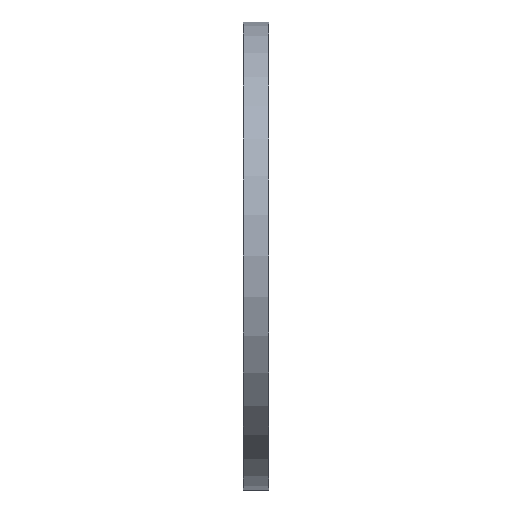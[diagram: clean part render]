
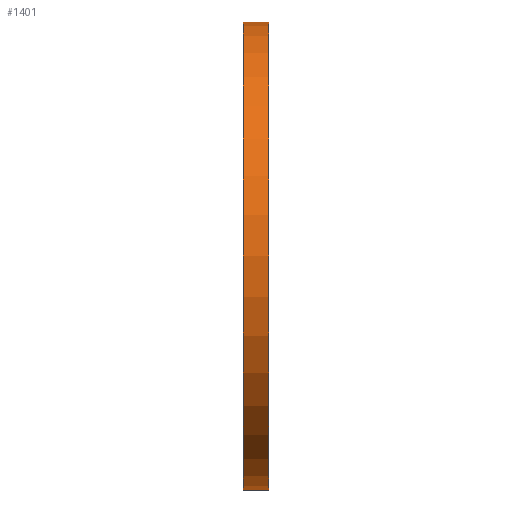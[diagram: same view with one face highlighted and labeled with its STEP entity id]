
A CAD part, left-side view. The second image highlights one B-rep face of the part: STEP entity #1401.
In plain terms, the highlighted cylindrical face has radius 390 mm (diameter 780 mm), a partial arc.
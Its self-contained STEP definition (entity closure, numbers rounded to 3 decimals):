
#31 = EDGE_CURVE ( 'NONE', #604, #1658, #1049, .T. ) ;
#90 = AXIS2_PLACEMENT_3D ( 'NONE', #691, #1223, #964 ) ;
#147 = VECTOR ( 'NONE', #431, 1000. ) ;
#153 = CARTESIAN_POINT ( 'NONE',  ( 0., 34.695, 390. ) ) ;
#198 = CARTESIAN_POINT ( 'NONE',  ( 0., 34.695, -390. ) ) ;
#232 = VECTOR ( 'NONE', #857, 1000. ) ;
#235 = EDGE_LOOP ( 'NONE', ( #688, #1472, #787, #1353 ) ) ;
#265 = CARTESIAN_POINT ( 'NONE',  ( 0., 34.695, 0. ) ) ;
#347 = LINE ( 'NONE', #198, #232 ) ;
#389 = EDGE_CURVE ( 'NONE', #1658, #1456, #1354, .T. ) ;
#394 = EDGE_CURVE ( 'NONE', #1542, #1456, #817, .T. ) ;
#421 = EDGE_CURVE ( 'NONE', #604, #1542, #347, .T. ) ;
#431 = DIRECTION ( 'NONE',  ( 0., 1., 0. ) ) ;
#464 = CARTESIAN_POINT ( 'NONE',  ( 0., 0., 0. ) ) ;
#493 = CARTESIAN_POINT ( 'NONE',  ( 0., 42., -390. ) ) ;
#521 = CARTESIAN_POINT ( 'NONE',  ( 0., 0., -390. ) ) ;
#604 = VERTEX_POINT ( 'NONE', #521 ) ;
#681 = AXIS2_PLACEMENT_3D ( 'NONE', #265, #1106, #1236 ) ;
#688 = ORIENTED_EDGE ( 'NONE', *, *, #421, .F. ) ;
#691 = CARTESIAN_POINT ( 'NONE',  ( 0., 42., 0. ) ) ;
#743 = DIRECTION ( 'NONE',  ( 0., 1., 0. ) ) ;
#787 = ORIENTED_EDGE ( 'NONE', *, *, #389, .T. ) ;
#799 = AXIS2_PLACEMENT_3D ( 'NONE', #464, #743, #1378 ) ;
#817 = CIRCLE ( 'NONE', #90, 390. ) ;
#857 = DIRECTION ( 'NONE',  ( 0., 1., 0. ) ) ;
#861 = CARTESIAN_POINT ( 'NONE',  ( 0., 42., 390. ) ) ;
#934 = FACE_OUTER_BOUND ( 'NONE', #235, .T. ) ;
#964 = DIRECTION ( 'NONE',  ( 0., 0., 1. ) ) ;
#1049 = CIRCLE ( 'NONE', #799, 390. ) ;
#1106 = DIRECTION ( 'NONE',  ( 0., 1., 0. ) ) ;
#1223 = DIRECTION ( 'NONE',  ( 0., 1., 0. ) ) ;
#1236 = DIRECTION ( 'NONE',  ( 0., 0., 1. ) ) ;
#1353 = ORIENTED_EDGE ( 'NONE', *, *, #394, .F. ) ;
#1354 = LINE ( 'NONE', #153, #147 ) ;
#1378 = DIRECTION ( 'NONE',  ( 0., 0., 1. ) ) ;
#1401 = ADVANCED_FACE ( 'NONE', ( #934 ), #1461, .T. ) ;
#1402 = CARTESIAN_POINT ( 'NONE',  ( 0., 0., 390. ) ) ;
#1456 = VERTEX_POINT ( 'NONE', #861 ) ;
#1461 = CYLINDRICAL_SURFACE ( 'NONE', #681, 390. ) ;
#1472 = ORIENTED_EDGE ( 'NONE', *, *, #31, .T. ) ;
#1542 = VERTEX_POINT ( 'NONE', #493 ) ;
#1658 = VERTEX_POINT ( 'NONE', #1402 ) ;
